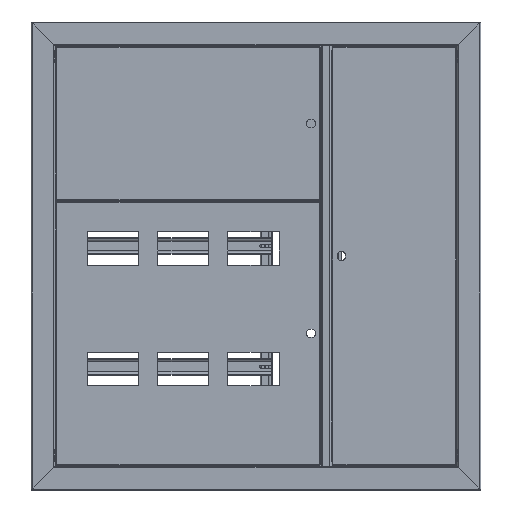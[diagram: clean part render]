
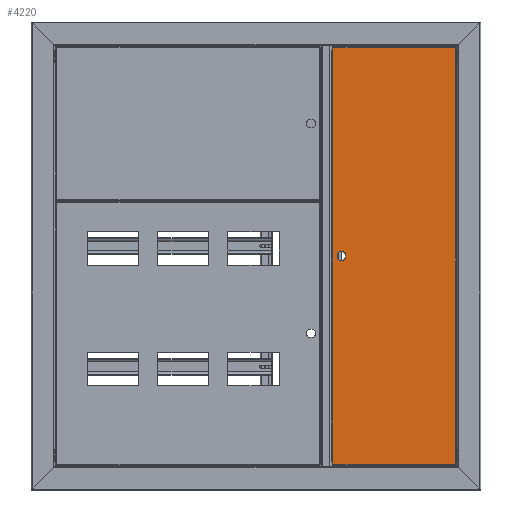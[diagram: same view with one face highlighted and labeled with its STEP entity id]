
A CAD part, top view. The second image highlights one B-rep face of the part: STEP entity #4220.
In plain terms, the highlighted planar face has unit normal (0, 0, 1).
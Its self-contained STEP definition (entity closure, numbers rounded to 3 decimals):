
#4220=ADVANCED_FACE('',(#11446,#11448),#11450,.T.);
#11446=FACE_BOUND('',#11447,.T.);
#11447=EDGE_LOOP('',(#18529,#18530,#18531,#18532));
#11448=FACE_BOUND('',#11449,.T.);
#11449=EDGE_LOOP('',(#18533,#18534,#18535,#18536));
#11450=PLANE('',#11451);
#11451=AXIS2_PLACEMENT_3D('',#11452,#11453,#11454);
#11452=CARTESIAN_POINT('',(0.,0.,1.));
#11453=DIRECTION('',(0.,0.,1.));
#11454=DIRECTION('',(1.,0.,0.));
#18529=ORIENTED_EDGE('',*,*,#22177,.T.);
#18530=ORIENTED_EDGE('',*,*,#22178,.T.);
#18531=ORIENTED_EDGE('',*,*,#22179,.T.);
#18532=ORIENTED_EDGE('',*,*,#22180,.T.);
#18533=ORIENTED_EDGE('',*,*,#22181,.T.);
#18534=ORIENTED_EDGE('',*,*,#22182,.T.);
#18535=ORIENTED_EDGE('',*,*,#22183,.T.);
#18536=ORIENTED_EDGE('',*,*,#22184,.T.);
#22177=EDGE_CURVE('',#25925,#25926,#25927,.T.);
#22178=EDGE_CURVE('',#25926,#25928,#25929,.T.);
#22179=EDGE_CURVE('',#25928,#25930,#25931,.T.);
#22180=EDGE_CURVE('',#25930,#25925,#25932,.T.);
#22181=EDGE_CURVE('',#25933,#25934,#25935,.F.);
#22182=EDGE_CURVE('',#25934,#25936,#25937,.F.);
#22183=EDGE_CURVE('',#25936,#25938,#25939,.F.);
#22184=EDGE_CURVE('',#25938,#25933,#25940,.F.);
#25925=VERTEX_POINT('',#34435);
#25926=VERTEX_POINT('',#34436);
#25927=LINE('',#34437,#34438);
#25928=VERTEX_POINT('',#34440);
#25929=LINE('',#34441,#34442);
#25930=VERTEX_POINT('',#34444);
#25931=LINE('',#34445,#34446);
#25932=LINE('',#34448,#34449);
#25933=VERTEX_POINT('',#34451);
#25934=VERTEX_POINT('',#34452);
#25935=LINE('',#34453,#34454);
#25936=VERTEX_POINT('',#34456);
#25937=CIRCLE('',#34457,9.75);
#25938=VERTEX_POINT('',#34461);
#25939=LINE('',#34462,#34463);
#25940=CIRCLE('',#34465,9.75);
#34435=CARTESIAN_POINT('',(130.5,-445.5,1.));
#34436=CARTESIAN_POINT('',(130.5,445.5,1.));
#34437=CARTESIAN_POINT('',(130.5,-445.5,1.));
#34438=VECTOR('',#34439,1.);
#34439=DIRECTION('',(0.,1.,0.));
#34440=CARTESIAN_POINT('',(-130.5,445.5,1.));
#34441=CARTESIAN_POINT('',(130.5,445.5,1.));
#34442=VECTOR('',#34443,1.);
#34443=DIRECTION('',(-1.,0.,0.));
#34444=CARTESIAN_POINT('',(-130.5,-445.5,1.));
#34445=CARTESIAN_POINT('',(-130.5,445.5,1.));
#34446=VECTOR('',#34447,1.);
#34447=DIRECTION('',(0.,-1.,0.));
#34448=CARTESIAN_POINT('',(-130.5,-445.5,1.));
#34449=VECTOR('',#34450,1.);
#34450=DIRECTION('',(1.,0.,0.));
#34451=CARTESIAN_POINT('',(121.,4.776,1.));
#34452=CARTESIAN_POINT('',(121.,-4.776,1.));
#34453=CARTESIAN_POINT('',(121.,-4.776,1.));
#34454=VECTOR('',#34455,1.);
#34455=DIRECTION('',(0.,1.,0.));
#34456=CARTESIAN_POINT('',(104.,-4.776,1.));
#34457=AXIS2_PLACEMENT_3D('',#34458,#34459,#34460);
#34458=CARTESIAN_POINT('',(112.5,0.,1.));
#34459=DIRECTION('',(0.,0.,1.));
#34460=DIRECTION('',(-0.872,-0.49,0.));
#34461=CARTESIAN_POINT('',(104.,4.776,1.));
#34462=CARTESIAN_POINT('',(104.,4.776,1.));
#34463=VECTOR('',#34464,1.);
#34464=DIRECTION('',(0.,-1.,0.));
#34465=AXIS2_PLACEMENT_3D('',#34466,#34467,#34468);
#34466=CARTESIAN_POINT('',(112.5,0.,1.));
#34467=DIRECTION('',(0.,0.,1.));
#34468=DIRECTION('',(0.872,0.49,0.));
